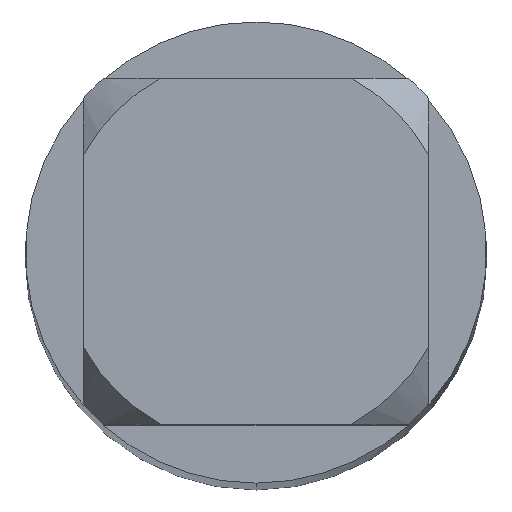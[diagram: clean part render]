
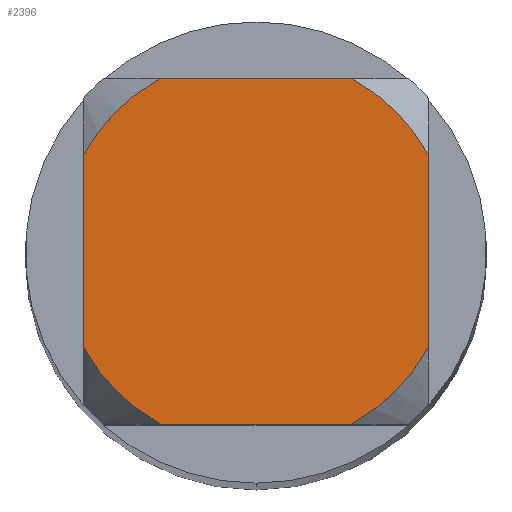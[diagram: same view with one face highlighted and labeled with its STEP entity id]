
A CAD part, top view. The second image highlights one B-rep face of the part: STEP entity #2396.
In plain terms, the highlighted planar face has unit normal (0, 0, 1).
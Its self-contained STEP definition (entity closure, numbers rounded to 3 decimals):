
#2108=VERTEX_POINT('',#6162);
#2284=EDGE_CURVE('',#5122,#2322,#6351,.T.);
#2322=VERTEX_POINT('',#6393);
#2370=VERTEX_POINT('',#6444);
#2382=EDGE_CURVE('',#5122,#4794,#6456,.T.);
#2396=ADVANCED_FACE('',(#6470),#6471,.T.);
#2710=VERTEX_POINT('',#6814);
#2752=VERTEX_POINT('',#6858);
#3136=EDGE_CURVE('',#3360,#2322,#7262,.T.);
#3188=EDGE_CURVE('',#3360,#2710,#7318,.T.);
#3360=VERTEX_POINT('',#7514);
#3364=EDGE_CURVE('',#2108,#4794,#7518,.T.);
#3846=EDGE_CURVE('',#2370,#2752,#8052,.T.);
#4526=EDGE_CURVE('',#2108,#2752,#8793,.T.);
#4794=VERTEX_POINT('',#9081);
#5122=VERTEX_POINT('',#9442);
#5776=EDGE_CURVE('',#2370,#2710,#10163,.T.);
#6162=CARTESIAN_POINT('',(1.05,-0.581,0.0));
#6351=LINE('',#11112,#11113);
#6393=CARTESIAN_POINT('',(-0.581,1.05,0.0));
#6444=CARTESIAN_POINT('',(-0.581,-1.05,0.0));
#6456=CIRCLE('',#11380,1.2);
#6470=FACE_OUTER_BOUND('',#11415,.T.);
#6471=PLANE('',#11416);
#6814=CARTESIAN_POINT('',(-1.05,-0.581,0.0));
#6858=CARTESIAN_POINT('',(0.581,-1.05,0.0));
#7262=CIRCLE('',#13262,1.2);
#7318=LINE('',#13365,#13366);
#7514=CARTESIAN_POINT('',(-1.05,0.581,0.0));
#7518=LINE('',#13799,#13800);
#8052=LINE('',#15238,#15239);
#8793=CIRCLE('',#17038,1.2);
#9081=CARTESIAN_POINT('',(1.05,0.581,0.0));
#9442=CARTESIAN_POINT('',(0.581,1.05,0.0));
#10163=CIRCLE('',#19897,1.2);
#11112=CARTESIAN_POINT('',(0.0,1.05,0.0));
#11113=VECTOR('',#20904,1.0);
#11380=AXIS2_PLACEMENT_3D('',#20990,#20991,#20992);
#11415=EDGE_LOOP('',(#20999,#21000,#21001,#21002,#21003,#21004,#21005,#21006));
#11416=AXIS2_PLACEMENT_3D('',#21007,#21008,#21009);
#13262=AXIS2_PLACEMENT_3D('',#21671,#21672,#21673);
#13365=CARTESIAN_POINT('',(-1.05,0.3,0.0));
#13366=VECTOR('',#21721,1.0);
#13799=CARTESIAN_POINT('',(1.05,0.3,0.0));
#13800=VECTOR('',#21978,1.0);
#15238=CARTESIAN_POINT('',(0.0,-1.05,0.0));
#15239=VECTOR('',#22783,1.0);
#17038=AXIS2_PLACEMENT_3D('',#23772,#23773,#23774);
#19897=AXIS2_PLACEMENT_3D('',#25210,#25211,#25212);
#20904=DIRECTION('',(-1.0,0.0,0.0));
#20990=CARTESIAN_POINT('',(0.0,0.0,0.0));
#20991=DIRECTION('',(0.0,0.0,-1.0));
#20992=DIRECTION('',(0.0,1.0,0.0));
#20999=ORIENTED_EDGE('',*,*,#3188,.T.);
#21000=ORIENTED_EDGE('',*,*,#5776,.F.);
#21001=ORIENTED_EDGE('',*,*,#3846,.T.);
#21002=ORIENTED_EDGE('',*,*,#4526,.F.);
#21003=ORIENTED_EDGE('',*,*,#3364,.T.);
#21004=ORIENTED_EDGE('',*,*,#2382,.F.);
#21005=ORIENTED_EDGE('',*,*,#2284,.T.);
#21006=ORIENTED_EDGE('',*,*,#3136,.F.);
#21007=CARTESIAN_POINT('',(0.0,0.6,0.0));
#21008=DIRECTION('',(-0.0,0.0,1.0));
#21009=DIRECTION('',(0.0,-1.0,0.0));
#21671=CARTESIAN_POINT('',(0.0,0.0,0.0));
#21672=DIRECTION('',(0.0,0.0,-1.0));
#21673=DIRECTION('',(0.0,1.0,0.0));
#21721=DIRECTION('',(-0.0,-1.0,0.0));
#21978=DIRECTION('',(-0.0,1.0,0.0));
#22783=DIRECTION('',(1.0,0.0,0.0));
#23772=CARTESIAN_POINT('',(0.0,0.0,0.0));
#23773=DIRECTION('',(0.0,0.0,-1.0));
#23774=DIRECTION('',(0.0,1.0,0.0));
#25210=CARTESIAN_POINT('',(0.0,0.0,0.0));
#25211=DIRECTION('',(0.0,0.0,-1.0));
#25212=DIRECTION('',(0.0,1.0,0.0));
